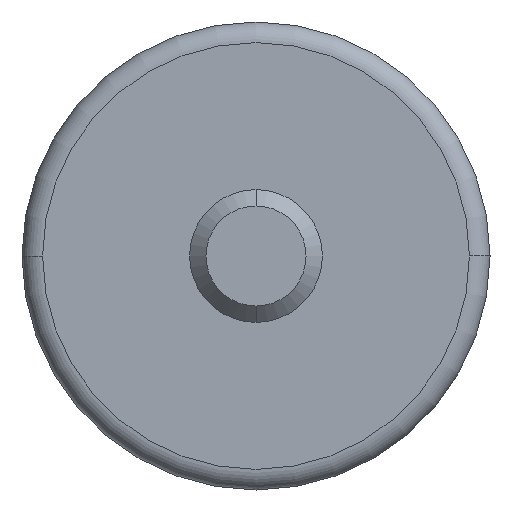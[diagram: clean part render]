
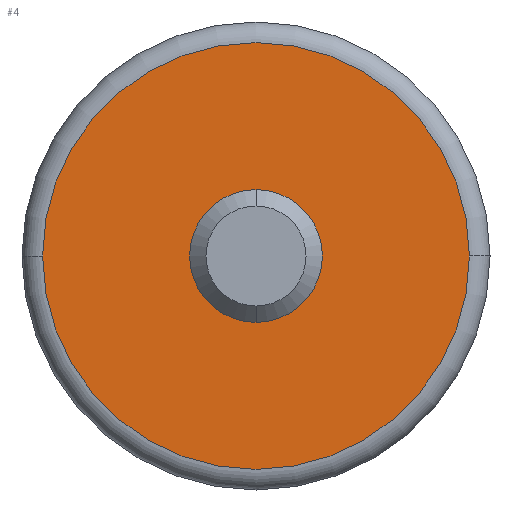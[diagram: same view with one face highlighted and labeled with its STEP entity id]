
A CAD part, front view. The second image highlights one B-rep face of the part: STEP entity #4.
In plain terms, the highlighted planar face has unit normal (0, -1, 0).
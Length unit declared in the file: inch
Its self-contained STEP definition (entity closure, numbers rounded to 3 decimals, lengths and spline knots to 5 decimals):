
#4 = ADVANCED_FACE ( 'NONE', ( #223, #87 ), #81, .F. ) ;
#12 = DIRECTION ( 'NONE',  ( -1., 0., 0. ) ) ;
#20 = DIRECTION ( 'NONE',  ( 0., 1., 0. ) ) ;
#26 = EDGE_CURVE ( 'NONE', #709, #384, #123, .T. ) ;
#35 = AXIS2_PLACEMENT_3D ( 'NONE', #661, #254, #310 ) ;
#39 = CARTESIAN_POINT ( 'NONE',  ( 0.095, 0., 0. ) ) ;
#81 = PLANE ( 'NONE',  #514 ) ;
#87 = FACE_BOUND ( 'NONE', #887, .T. ) ;
#90 = CARTESIAN_POINT ( 'NONE',  ( 0.095, 0., 0. ) ) ;
#92 = CIRCLE ( 'NONE', #287, 0.095 ) ;
#123 = CIRCLE ( 'NONE', #241, 0.095 ) ;
#160 = EDGE_CURVE ( 'NONE', #797, #654, #610, .T. ) ;
#223 = FACE_OUTER_BOUND ( 'NONE', #840, .T. ) ;
#241 = AXIS2_PLACEMENT_3D ( 'NONE', #90, #20, #853 ) ;
#254 = DIRECTION ( 'NONE',  ( 0., -1., 0. ) ) ;
#267 = DIRECTION ( 'NONE',  ( -1., 0., 0. ) ) ;
#286 = ORIENTED_EDGE ( 'NONE', *, *, #26, .T. ) ;
#287 = AXIS2_PLACEMENT_3D ( 'NONE', #400, #413, #267 ) ;
#302 = EDGE_CURVE ( 'NONE', #384, #709, #92, .T. ) ;
#310 = DIRECTION ( 'NONE',  ( -1., 0., 0. ) ) ;
#354 = CARTESIAN_POINT ( 'NONE',  ( -0.21012, 0., 0. ) ) ;
#360 = CARTESIAN_POINT ( 'NONE',  ( 0.19, 0., 0. ) ) ;
#361 = CARTESIAN_POINT ( 'NONE',  ( 0., 0., 0. ) ) ;
#376 = ORIENTED_EDGE ( 'NONE', *, *, #302, .T. ) ;
#384 = VERTEX_POINT ( 'NONE', #360 ) ;
#400 = CARTESIAN_POINT ( 'NONE',  ( 0.095, 0., 0. ) ) ;
#413 = DIRECTION ( 'NONE',  ( 0., 1., 0. ) ) ;
#443 = AXIS2_PLACEMENT_3D ( 'NONE', #39, #859, #710 ) ;
#464 = CARTESIAN_POINT ( 'NONE',  ( 0.40012, 0., 0. ) ) ;
#514 = AXIS2_PLACEMENT_3D ( 'NONE', #361, #633, #12 ) ;
#533 = CIRCLE ( 'NONE', #443, 0.30512 ) ;
#565 = EDGE_CURVE ( 'NONE', #654, #797, #533, .T. ) ;
#610 = CIRCLE ( 'NONE', #35, 0.30512 ) ;
#633 = DIRECTION ( 'NONE',  ( 0., 1., 0. ) ) ;
#654 = VERTEX_POINT ( 'NONE', #464 ) ;
#661 = CARTESIAN_POINT ( 'NONE',  ( 0.095, 0., 0. ) ) ;
#665 = ORIENTED_EDGE ( 'NONE', *, *, #565, .T. ) ;
#709 = VERTEX_POINT ( 'NONE', #825 ) ;
#710 = DIRECTION ( 'NONE',  ( -1., 0., 0. ) ) ;
#750 = ORIENTED_EDGE ( 'NONE', *, *, #160, .T. ) ;
#797 = VERTEX_POINT ( 'NONE', #354 ) ;
#825 = CARTESIAN_POINT ( 'NONE',  ( 0., 0., 0. ) ) ;
#840 = EDGE_LOOP ( 'NONE', ( #750, #665 ) ) ;
#853 = DIRECTION ( 'NONE',  ( -1., 0., 0. ) ) ;
#859 = DIRECTION ( 'NONE',  ( 0., -1., 0. ) ) ;
#887 = EDGE_LOOP ( 'NONE', ( #286, #376 ) ) ;
